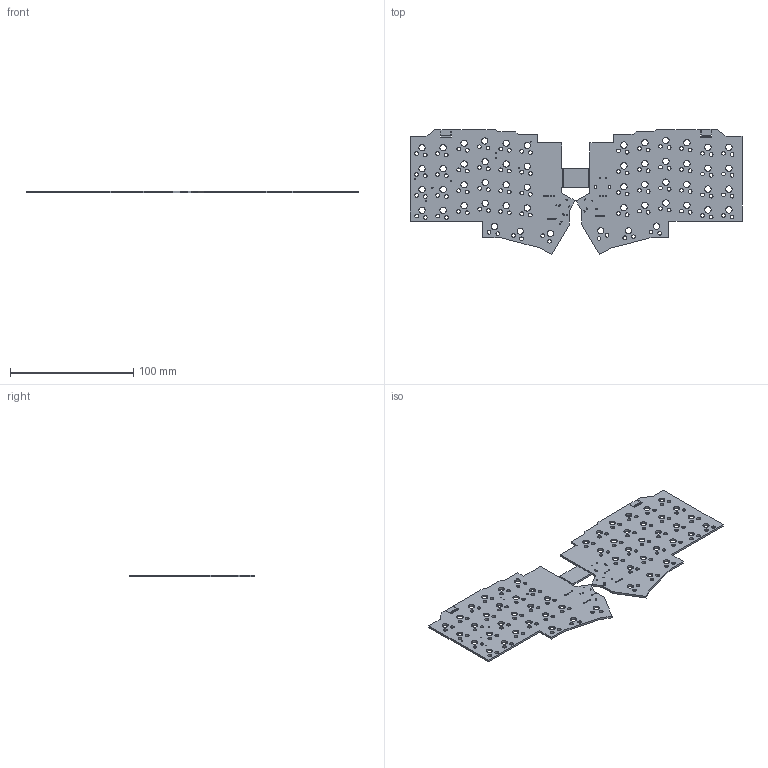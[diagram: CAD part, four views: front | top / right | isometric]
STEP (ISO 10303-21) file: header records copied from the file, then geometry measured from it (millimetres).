
FILE_DESCRIPTION(('Designed by EasyEDA Pro'),'2;1');
FILE_NAME('Open CASCADE Shape Model','2025-12-07T15:09:20',('Author'),( 'Open CASCADE'),'Open CASCADE STEP processor 7.8','Open CASCADE 7.8' ,'Unknown');
FILE_SCHEMA(('AUTOMOTIVE_DESIGN { 1 0 10303 214 1 1 1 1 }'));
Length unit declared in the file: millimetre
Products named in the file (6): dZRG-PCBModel; dZRG-TopTrack; dZRG-BottomTrack; dZRG-Board; dZRG-Top FPC Stiffener; dZRG-Bot FPC Stiffener
Assembly tree (5 placements, depth 2):
  dZRG-PCBModel
    dZRG-TopTrack
    dZRG-BottomTrack
    dZRG-Board
    dZRG-Top FPC Stiffener
    dZRG-Bot FPC Stiffener
Bounding box: 268.85 x 101.28 x 1.6 mm (x, y, z)
Volume: 29753.2 mm3; surface area: 42047.3 mm2
Topology: 2 solids, 2 shells, 648 faces, 1932 edges, 1288 vertices
Faces by surface type: cylinder 546, plane 102
Entity records: 28079 total; most frequent: DIRECTION 4332, CARTESIAN_POINT 3874, ORIENTED_EDGE 3864, EDGE_CURVE 1932, AXIS2_PLACEMENT_3D 1746, VERTEX_POINT 1288, FACE_BOUND 1180, EDGE_LOOP 1180
